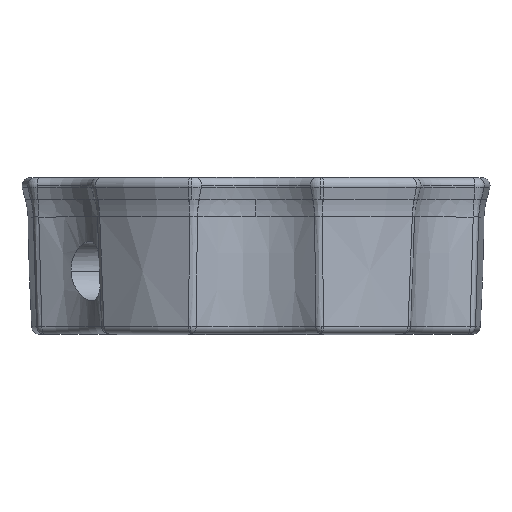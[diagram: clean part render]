
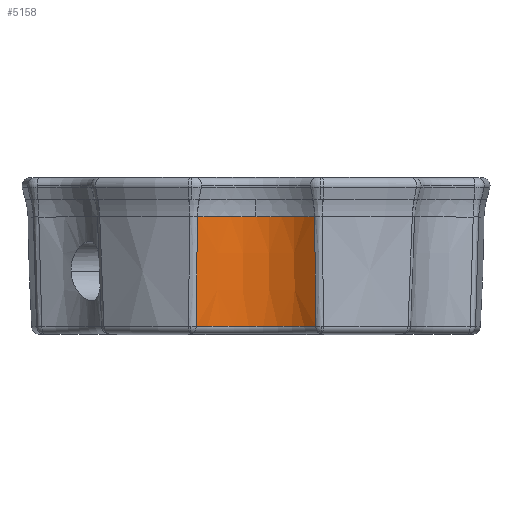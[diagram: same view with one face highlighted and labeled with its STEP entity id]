
A CAD part, top view. The second image highlights one B-rep face of the part: STEP entity #5158.
In plain terms, the highlighted conical face has half-angle 2 degrees and reference radius 11.217 mm.
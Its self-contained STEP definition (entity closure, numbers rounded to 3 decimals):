
#2 = VERTEX_POINT ( 'NONE', #6076 ) ;
#12 = CARTESIAN_POINT ( 'NONE',  ( -7.441, 14.861, 27.53 ) ) ;
#110 = EDGE_CURVE ( 'NONE', #3215, #208, #2115, .T. ) ;
#114 = CARTESIAN_POINT ( 'NONE',  ( -7.441, 14.861, 27.53 ) ) ;
#208 = VERTEX_POINT ( 'NONE', #1388 ) ;
#521 = B_SPLINE_CURVE_WITH_KNOTS ( 'NONE', 3,
 ( #5860, #7424, #1786, #3581, #622, #7911, #1899 ),
 .UNSPECIFIED., .F., .F.,
 ( 4, 3, 4 ),
 ( 0.001, 0.008, 0.015 ),
 .UNSPECIFIED. ) ;
#535 = EDGE_CURVE ( 'NONE', #4914, #2, #974, .T. ) ;
#622 = CARTESIAN_POINT ( 'NONE',  ( 7.49, 10.295, 27.356 ) ) ;
#646 = DIRECTION ( 'NONE',  ( 0., 1., 0. ) ) ;
#729 = ORIENTED_EDGE ( 'NONE', *, *, #6127, .T. ) ;
#974 = CIRCLE ( 'NONE', #3916, 10.699 ) ;
#1190 = DIRECTION ( 'NONE',  ( 0., -1., 0. ) ) ;
#1388 = CARTESIAN_POINT ( 'NONE',  ( -7.586, 0.965, 26.999 ) ) ;
#1518 = EDGE_CURVE ( 'NONE', #2, #3215, #1750, .T. ) ;
#1696 = CARTESIAN_POINT ( 'NONE',  ( 7.586, 0.965, 26.999 ) ) ;
#1750 = CIRCLE ( 'NONE', #3930, 10.699 ) ;
#1786 = CARTESIAN_POINT ( 'NONE',  ( 7.538, 5.663, 27.179 ) ) ;
#1815 = CARTESIAN_POINT ( 'NONE',  ( -7.562, 3.314, 27.089 ) ) ;
#1899 = CARTESIAN_POINT ( 'NONE',  ( 7.441, 14.861, 27.53 ) ) ;
#1930 = CARTESIAN_POINT ( 'NONE',  ( -7.586, 0.965, 26.999 ) ) ;
#1938 = CARTESIAN_POINT ( 'NONE',  ( 0., 14.861, 35.217 ) ) ;
#1941 = CONICAL_SURFACE ( 'NONE', #4248, 11.217, 0.035 ) ;
#2115 = B_SPLINE_CURVE_WITH_KNOTS ( 'NONE', 3,
 ( #12, #6248, #2453, #4378, #3816, #1815, #1930 ),
 .UNSPECIFIED., .F., .F.,
 ( 4, 3, 4 ),
 ( 0.001, 0.008, 0.015 ),
 .UNSPECIFIED. ) ;
#2210 = FACE_OUTER_BOUND ( 'NONE', #2723, .T. ) ;
#2453 = CARTESIAN_POINT ( 'NONE',  ( -7.49, 10.295, 27.356 ) ) ;
#2711 = ORIENTED_EDGE ( 'NONE', *, *, #1518, .T. ) ;
#2723 = EDGE_LOOP ( 'NONE', ( #5493, #3109, #729, #3512, #2711 ) ) ;
#3109 = ORIENTED_EDGE ( 'NONE', *, *, #4649, .T. ) ;
#3215 = VERTEX_POINT ( 'NONE', #114 ) ;
#3416 = CARTESIAN_POINT ( 'NONE',  ( 0., 0., 35.217 ) ) ;
#3512 = ORIENTED_EDGE ( 'NONE', *, *, #535, .T. ) ;
#3581 = CARTESIAN_POINT ( 'NONE',  ( 7.514, 8.012, 27.269 ) ) ;
#3807 = VERTEX_POINT ( 'NONE', #1696 ) ;
#3816 = CARTESIAN_POINT ( 'NONE',  ( -7.538, 5.663, 27.179 ) ) ;
#3916 = AXIS2_PLACEMENT_3D ( 'NONE', #4969, #646, #6681 ) ;
#3930 = AXIS2_PLACEMENT_3D ( 'NONE', #1938, #4388, #4499 ) ;
#4015 = DIRECTION ( 'NONE',  ( 0., 0., 1. ) ) ;
#4248 = AXIS2_PLACEMENT_3D ( 'NONE', #3416, #5853, #4015 ) ;
#4378 = CARTESIAN_POINT ( 'NONE',  ( -7.514, 8.012, 27.269 ) ) ;
#4388 = DIRECTION ( 'NONE',  ( 0., 1., 0. ) ) ;
#4499 = DIRECTION ( 'NONE',  ( 0., 0., 1. ) ) ;
#4649 = EDGE_CURVE ( 'NONE', #208, #3807, #4736, .T. ) ;
#4736 = CIRCLE ( 'NONE', #5002, 11.184 ) ;
#4779 = CARTESIAN_POINT ( 'NONE',  ( 7.441, 14.861, 27.53 ) ) ;
#4914 = VERTEX_POINT ( 'NONE', #4779 ) ;
#4969 = CARTESIAN_POINT ( 'NONE',  ( 0., 14.861, 35.217 ) ) ;
#5002 = AXIS2_PLACEMENT_3D ( 'NONE', #6626, #1190, #7312 ) ;
#5158 = ADVANCED_FACE ( 'NONE', ( #2210 ), #1941, .F. ) ;
#5493 = ORIENTED_EDGE ( 'NONE', *, *, #110, .T. ) ;
#5853 = DIRECTION ( 'NONE',  ( 0., -1., 0. ) ) ;
#5860 = CARTESIAN_POINT ( 'NONE',  ( 7.586, 0.965, 26.999 ) ) ;
#6076 = CARTESIAN_POINT ( 'NONE',  ( 0., 14.861, 24.519 ) ) ;
#6127 = EDGE_CURVE ( 'NONE', #3807, #4914, #521, .T. ) ;
#6248 = CARTESIAN_POINT ( 'NONE',  ( -7.466, 12.578, 27.443 ) ) ;
#6626 = CARTESIAN_POINT ( 'NONE',  ( 0., 0.965, 35.217 ) ) ;
#6681 = DIRECTION ( 'NONE',  ( 0., 0., 1. ) ) ;
#7312 = DIRECTION ( 'NONE',  ( 0., 0., -1. ) ) ;
#7424 = CARTESIAN_POINT ( 'NONE',  ( 7.562, 3.314, 27.089 ) ) ;
#7911 = CARTESIAN_POINT ( 'NONE',  ( 7.466, 12.578, 27.443 ) ) ;
